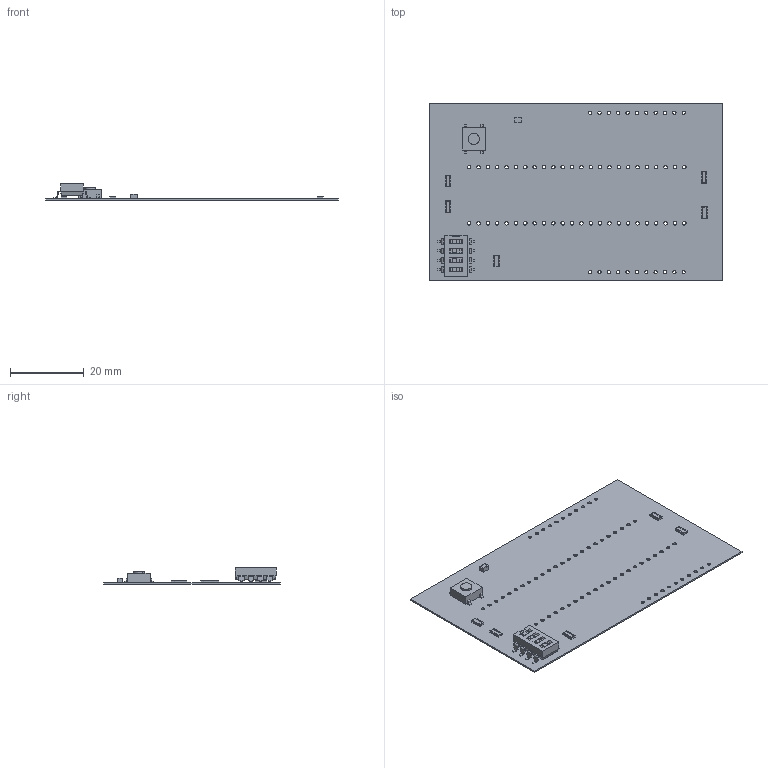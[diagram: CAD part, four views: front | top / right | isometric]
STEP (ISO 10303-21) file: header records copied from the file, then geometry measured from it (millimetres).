
FILE_DESCRIPTION(('Open CASCADE Model'),'2;1');
FILE_NAME('Open CASCADE Shape Model','2021-04-19T20:40:37',('Author'),( 'Open CASCADE'),'Open CASCADE STEP processor 6.8','Open CASCADE 6.8' ,'Unknown');
FILE_SCHEMA(('AUTOMOTIVE_DESIGN { 1 0 10303 214 1 1 1 1 }'));
Length unit declared in the file: millimetre
Products named in the file (22): PCB; Board; Open CASCADE STEP translator 6.8 2.1.1; SW2; CUI_DEVICES_DS04-254-2-04BK-SMT-TR_RGB8421504; R10; cay_16-f4_RGB8421504; R9; SW1; B3FS_1000_RGB8421504; B3FS_1000_BASE; B3FS_1000_BUTTON; R7; R5; R4; C1; 5999559440; Terminal; Open_CASCADE_STEP_translator_6.8_5.1.1; Open_CASCADE_STEP_translator_6.8_5.1.2; Mid_Body; Open_CASCADE_STEP_translator_6.8_5.2.1
Assembly tree (25 placements, depth 5):
  PCB
    Board
      Open CASCADE STEP translator 6.8 2.1.1
    SW2
      CUI_DEVICES_DS04-254-2-04BK-SMT-TR_RGB8421504
    R10
      cay_16-f4_RGB8421504
    R9
      cay_16-f4_RGB8421504
    SW1
      B3FS_1000_RGB8421504
        B3FS_1000_BASE
        B3FS_1000_BUTTON
    R7
      cay_16-f4_RGB8421504
    R5
      cay_16-f4_RGB8421504
    R4
      cay_16-f4_RGB8421504
    C1
      5999559440
        Terminal
          Open_CASCADE_STEP_translator_6.8_5.1.1
          Open_CASCADE_STEP_translator_6.8_5.1.2
        Mid_Body
          Open_CASCADE_STEP_translator_6.8_5.2.1
Bounding box: 79.5 x 48 x 4.42 mm (x, y, z)
Volume: 1877.5 mm3; surface area: 8373 mm2
Topology: 24 solids, 24 shells, 1106 faces, 3104 edges, 2043 vertices
Faces by surface type: plane 863, cylinder 231, sphere 12
Full cylindrical faces by diameter (mm): 0.9 x22, 0.95 x48
Entity records: 26349 total; most frequent: CARTESIAN_POINT 3916, ORIENTED_EDGE 3592, DIRECTION 3536, EDGE_CURVE 1796, LINE 1344, VECTOR 1344, VERTEX_POINT 1179, AXIS2_PLACEMENT_3D 1096
